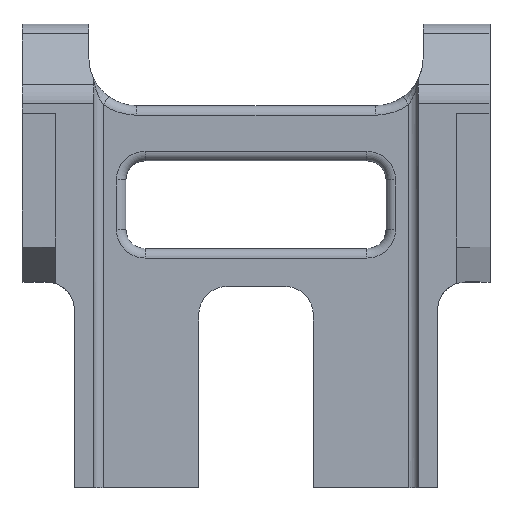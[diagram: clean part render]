
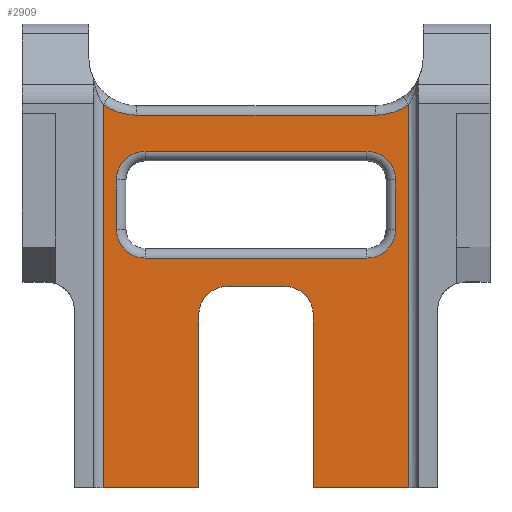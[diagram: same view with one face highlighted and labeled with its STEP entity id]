
A CAD part, top view. The second image highlights one B-rep face of the part: STEP entity #2909.
In plain terms, the highlighted planar face has unit normal (0, 0, 1).
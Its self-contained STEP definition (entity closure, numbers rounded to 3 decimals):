
#359=DIRECTION('',(-1.,0.,0.));
#360=VECTOR('',#359,10.);
#361=CARTESIAN_POINT('',(-6.,0.,16.449));
#362=LINE('',#361,#360);
#394=DIRECTION('',(-1.,0.,0.));
#395=VECTOR('',#394,10.);
#396=CARTESIAN_POINT('',(16.,0.,16.449));
#397=LINE('',#396,#395);
#593=CARTESIAN_POINT('',(3.,18.084,16.449));
#594=DIRECTION('',(0.,0.,-1.));
#595=DIRECTION('',(0.,1.,0.));
#596=AXIS2_PLACEMENT_3D('',#593,#594,#595);
#677=CARTESIAN_POINT('',(11.621,32.221,16.449));
#678=DIRECTION('',(0.,0.,-1.));
#679=DIRECTION('',(0.,1.,0.));
#680=AXIS2_PLACEMENT_3D('',#677,#678,#679);
#682=DIRECTION('',(1.,0.,0.));
#683=VECTOR('',#682,23.241);
#684=CARTESIAN_POINT('',(-11.621,35.221,16.449));
#685=LINE('',#684,#683);
#686=CARTESIAN_POINT('',(-11.621,32.221,16.449));
#687=DIRECTION('',(0.,0.,-1.));
#688=DIRECTION('',(-1.,0.,0.));
#689=AXIS2_PLACEMENT_3D('',#686,#687,#688);
#691=DIRECTION('',(0.,1.,0.));
#692=VECTOR('',#691,5.181);
#693=CARTESIAN_POINT('',(-14.621,27.04,16.449));
#694=LINE('',#693,#692);
#695=CARTESIAN_POINT('',(-11.621,27.04,16.449));
#696=DIRECTION('',(0.,0.,-1.));
#697=DIRECTION('',(0.,-1.,0.));
#698=AXIS2_PLACEMENT_3D('',#695,#696,#697);
#700=DIRECTION('',(-1.,0.,0.));
#701=VECTOR('',#700,23.241);
#702=CARTESIAN_POINT('',(11.621,24.04,16.449));
#703=LINE('',#702,#701);
#704=CARTESIAN_POINT('',(11.621,27.04,16.449));
#705=DIRECTION('',(0.,0.,-1.));
#706=DIRECTION('',(1.,0.,0.));
#707=AXIS2_PLACEMENT_3D('',#704,#705,#706);
#709=DIRECTION('',(0.,-1.,0.));
#710=VECTOR('',#709,5.181);
#711=CARTESIAN_POINT('',(14.621,32.221,16.449));
#712=LINE('',#711,#710);
#713=DIRECTION('',(0.,1.,0.));
#714=VECTOR('',#713,18.084);
#715=CARTESIAN_POINT('',(6.,0.,16.449));
#716=LINE('',#715,#714);
#717=DIRECTION('',(1.,0.,0.));
#718=VECTOR('',#717,6.);
#719=CARTESIAN_POINT('',(-3.,21.084,16.449));
#720=LINE('',#719,#718);
#721=DIRECTION('',(0.,1.,0.));
#722=VECTOR('',#721,18.084);
#723=CARTESIAN_POINT('',(-6.,0.,16.449));
#724=LINE('',#723,#722);
#725=DIRECTION('',(0.,-1.,0.));
#726=VECTOR('',#725,40.127);
#727=CARTESIAN_POINT('',(-16.,40.127,16.449));
#728=LINE('',#727,#726);
#729=CARTESIAN_POINT('',(-12.5,45.,16.449));
#730=DIRECTION('',(0.,0.,-1.));
#731=DIRECTION('',(0.,-1.,0.));
#732=AXIS2_PLACEMENT_3D('',#729,#730,#731);
#734=DIRECTION('',(-1.,0.,0.));
#735=VECTOR('',#734,25.);
#736=CARTESIAN_POINT('',(12.5,39.,16.449));
#737=LINE('',#736,#735);
#738=CARTESIAN_POINT('',(12.5,45.,16.449));
#739=DIRECTION('',(0.,0.,-1.));
#740=DIRECTION('',(0.583,-0.812,0.));
#741=AXIS2_PLACEMENT_3D('',#738,#739,#740);
#743=DIRECTION('',(0.,1.,0.));
#744=VECTOR('',#743,40.127);
#745=CARTESIAN_POINT('',(16.,0.,16.449));
#746=LINE('',#745,#744);
#887=CARTESIAN_POINT('',(-3.,18.084,16.449));
#888=DIRECTION('',(0.,0.,-1.));
#889=DIRECTION('',(-1.,0.,0.));
#890=AXIS2_PLACEMENT_3D('',#887,#888,#889);
#1580=CARTESIAN_POINT('',(-16.,40.127,16.449));
#1937=CARTESIAN_POINT('',(6.,0.,16.449));
#1939=VERTEX_POINT('',#1937);
#1941=CARTESIAN_POINT('',(-6.,0.,16.449));
#1943=VERTEX_POINT('',#1941);
#2053=CARTESIAN_POINT('',(16.,0.,16.449));
#2054=VERTEX_POINT('',#2053);
#2055=CARTESIAN_POINT('',(-16.,0.,16.449));
#2056=VERTEX_POINT('',#2055);
#2244=VERTEX_POINT('',#1580);
#2246=CARTESIAN_POINT('',(-12.5,39.,16.449));
#2247=VERTEX_POINT('',#2246);
#2250=CARTESIAN_POINT('',(12.5,39.,16.449));
#2251=VERTEX_POINT('',#2250);
#2254=CARTESIAN_POINT('',(16.,40.127,16.449));
#2255=VERTEX_POINT('',#2254);
#2262=CARTESIAN_POINT('',(11.621,35.221,16.449));
#2263=CARTESIAN_POINT('',(14.621,32.221,16.449));
#2264=VERTEX_POINT('',#2262);
#2265=VERTEX_POINT('',#2263);
#2270=CARTESIAN_POINT('',(14.621,27.04,16.449));
#2271=VERTEX_POINT('',#2270);
#2274=CARTESIAN_POINT('',(11.621,24.04,16.449));
#2275=VERTEX_POINT('',#2274);
#2278=CARTESIAN_POINT('',(-11.621,24.04,16.449));
#2279=VERTEX_POINT('',#2278);
#2282=CARTESIAN_POINT('',(-14.621,27.04,16.449));
#2283=VERTEX_POINT('',#2282);
#2286=CARTESIAN_POINT('',(-14.621,32.221,16.449));
#2287=VERTEX_POINT('',#2286);
#2290=CARTESIAN_POINT('',(-11.621,35.221,16.449));
#2291=VERTEX_POINT('',#2290);
#2295=CARTESIAN_POINT('',(-3.,21.084,16.449));
#2297=VERTEX_POINT('',#2295);
#2299=CARTESIAN_POINT('',(-6.,18.084,16.449));
#2301=VERTEX_POINT('',#2299);
#2303=CARTESIAN_POINT('',(6.,18.084,16.449));
#2305=VERTEX_POINT('',#2303);
#2307=CARTESIAN_POINT('',(3.,21.084,16.449));
#2309=VERTEX_POINT('',#2307);
#2865=CARTESIAN_POINT('',(17.,38.,16.449));
#2866=DIRECTION('',(0.,0.,-1.));
#2867=DIRECTION('',(-1.,0.,0.));
#2868=AXIS2_PLACEMENT_3D('',#2865,#2866,#2867);
#2869=PLANE('',#2868);
#2870=ORIENTED_EDGE('',*,*,#2700,.T.);
#2871=ORIENTED_EDGE('',*,*,#2728,.F.);
#2873=ORIENTED_EDGE('',*,*,#2872,.F.);
#2875=ORIENTED_EDGE('',*,*,#2874,.F.);
#2877=ORIENTED_EDGE('',*,*,#2876,.F.);
#2878=ORIENTED_EDGE('',*,*,#2331,.T.);
#2880=ORIENTED_EDGE('',*,*,#2879,.F.);
#2882=ORIENTED_EDGE('',*,*,#2881,.F.);
#2884=ORIENTED_EDGE('',*,*,#2883,.F.);
#2886=ORIENTED_EDGE('',*,*,#2885,.F.);
#2888=ORIENTED_EDGE('',*,*,#2887,.F.);
#2889=ORIENTED_EDGE('',*,*,#2368,.T.);
#2890=EDGE_LOOP('',(#2870,#2871,#2873,#2875,#2877,#2878,#2880,#2882,#2884,#2886,
#2888,#2889));
#2891=FACE_OUTER_BOUND('',#2890,.F.);
#2893=ORIENTED_EDGE('',*,*,#2892,.F.);
#2895=ORIENTED_EDGE('',*,*,#2894,.F.);
#2897=ORIENTED_EDGE('',*,*,#2896,.F.);
#2899=ORIENTED_EDGE('',*,*,#2898,.F.);
#2901=ORIENTED_EDGE('',*,*,#2900,.F.);
#2903=ORIENTED_EDGE('',*,*,#2902,.F.);
#2905=ORIENTED_EDGE('',*,*,#2904,.F.);
#2906=ORIENTED_EDGE('',*,*,#2848,.F.);
#2907=EDGE_LOOP('',(#2893,#2895,#2897,#2899,#2901,#2903,#2905,#2906));
#2908=FACE_BOUND('',#2907,.F.);
#2909=ADVANCED_FACE('',(#2891,#2908),#2869,.F.);
#597=CIRCLE('',#596,3.);
#681=CIRCLE('',#680,3.);
#690=CIRCLE('',#689,3.);
#699=CIRCLE('',#698,3.);
#708=CIRCLE('',#707,3.);
#733=CIRCLE('',#732,6.);
#742=CIRCLE('',#741,6.);
#891=CIRCLE('',#890,3.);
#2331=EDGE_CURVE('',#1943,#2056,#362,.T.);
#2368=EDGE_CURVE('',#2054,#1939,#397,.T.);
#2700=EDGE_CURVE('',#1939,#2305,#716,.T.);
#2728=EDGE_CURVE('',#2309,#2305,#597,.T.);
#2848=EDGE_CURVE('',#2265,#2271,#712,.T.);
#2872=EDGE_CURVE('',#2297,#2309,#720,.T.);
#2874=EDGE_CURVE('',#2301,#2297,#891,.T.);
#2876=EDGE_CURVE('',#1943,#2301,#724,.T.);
#2879=EDGE_CURVE('',#2244,#2056,#728,.T.);
#2881=EDGE_CURVE('',#2247,#2244,#733,.T.);
#2883=EDGE_CURVE('',#2251,#2247,#737,.T.);
#2885=EDGE_CURVE('',#2255,#2251,#742,.T.);
#2887=EDGE_CURVE('',#2054,#2255,#746,.T.);
#2892=EDGE_CURVE('',#2264,#2265,#681,.T.);
#2894=EDGE_CURVE('',#2291,#2264,#685,.T.);
#2896=EDGE_CURVE('',#2287,#2291,#690,.T.);
#2898=EDGE_CURVE('',#2283,#2287,#694,.T.);
#2900=EDGE_CURVE('',#2279,#2283,#699,.T.);
#2902=EDGE_CURVE('',#2275,#2279,#703,.T.);
#2904=EDGE_CURVE('',#2271,#2275,#708,.T.);
